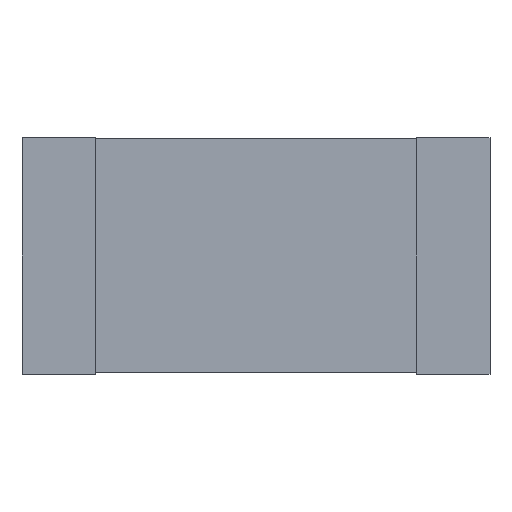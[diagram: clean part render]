
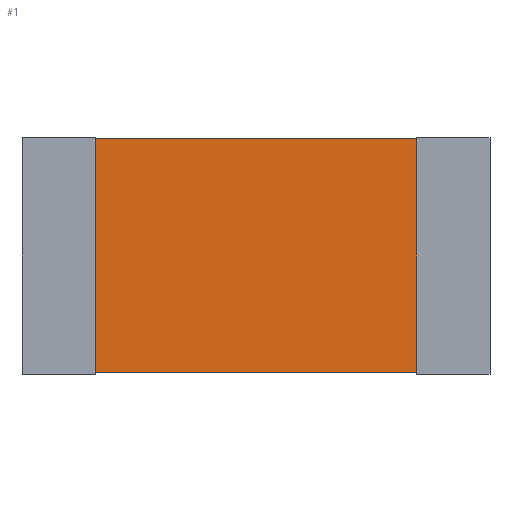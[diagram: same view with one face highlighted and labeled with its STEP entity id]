
A CAD part, front view. The second image highlights one B-rep face of the part: STEP entity #1.
In plain terms, the highlighted planar face has unit normal (0, -1, 0).
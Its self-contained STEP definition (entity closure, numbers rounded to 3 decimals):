
#1 = ADVANCED_FACE ( 'NONE', ( #693 ), #416, .F. ) ;
#42 = EDGE_CURVE ( 'NONE', #112, #852, #631, .T. ) ;
#112 = VERTEX_POINT ( 'NONE', #716 ) ;
#120 = CARTESIAN_POINT ( 'NONE',  ( 1.1, 0., 0.8 ) ) ;
#189 = EDGE_CURVE ( 'NONE', #852, #670, #516, .T. ) ;
#241 = ORIENTED_EDGE ( 'NONE', *, *, #189, .F. ) ;
#402 = EDGE_CURVE ( 'NONE', #670, #945, #642, .T. ) ;
#410 = VECTOR ( 'NONE', #764, 1000. ) ;
#414 = CARTESIAN_POINT ( 'NONE',  ( 1.1, 0., 0. ) ) ;
#416 = PLANE ( 'NONE',  #681 ) ;
#440 = VECTOR ( 'NONE', #972, 1000. ) ;
#445 = VECTOR ( 'NONE', #1125, 1000. ) ;
#463 = VECTOR ( 'NONE', #830, 1000. ) ;
#468 = CARTESIAN_POINT ( 'NONE',  ( 1.6, 0., -0.8 ) ) ;
#516 = LINE ( 'NONE', #414, #410 ) ;
#521 = ORIENTED_EDGE ( 'NONE', *, *, #402, .F. ) ;
#627 = EDGE_LOOP ( 'NONE', ( #803, #521, #241, #779 ) ) ;
#631 = LINE ( 'NONE', #808, #440 ) ;
#642 = LINE ( 'NONE', #468, #463 ) ;
#657 = CARTESIAN_POINT ( 'NONE',  ( -1.1, 0., 0. ) ) ;
#670 = VERTEX_POINT ( 'NONE', #1025 ) ;
#681 = AXIS2_PLACEMENT_3D ( 'NONE', #1132, #771, #787 ) ;
#682 = EDGE_CURVE ( 'NONE', #945, #112, #856, .T. ) ;
#693 = FACE_OUTER_BOUND ( 'NONE', #627, .T. ) ;
#716 = CARTESIAN_POINT ( 'NONE',  ( -1.1, 0., 0.8 ) ) ;
#764 = DIRECTION ( 'NONE',  ( 0., 0., -1. ) ) ;
#771 = DIRECTION ( 'NONE',  ( 0., 1., 0. ) ) ;
#779 = ORIENTED_EDGE ( 'NONE', *, *, #42, .F. ) ;
#787 = DIRECTION ( 'NONE',  ( 0., 0., 1. ) ) ;
#803 = ORIENTED_EDGE ( 'NONE', *, *, #682, .F. ) ;
#808 = CARTESIAN_POINT ( 'NONE',  ( 1.6, 0., 0.8 ) ) ;
#830 = DIRECTION ( 'NONE',  ( -1., 0., 0. ) ) ;
#852 = VERTEX_POINT ( 'NONE', #120 ) ;
#856 = LINE ( 'NONE', #657, #445 ) ;
#945 = VERTEX_POINT ( 'NONE', #1064 ) ;
#972 = DIRECTION ( 'NONE',  ( 1., 0., 0. ) ) ;
#1025 = CARTESIAN_POINT ( 'NONE',  ( 1.1, 0., -0.8 ) ) ;
#1064 = CARTESIAN_POINT ( 'NONE',  ( -1.1, 0., -0.8 ) ) ;
#1125 = DIRECTION ( 'NONE',  ( 0., 0., 1. ) ) ;
#1132 = CARTESIAN_POINT ( 'NONE',  ( 0., 0., 0. ) ) ;
